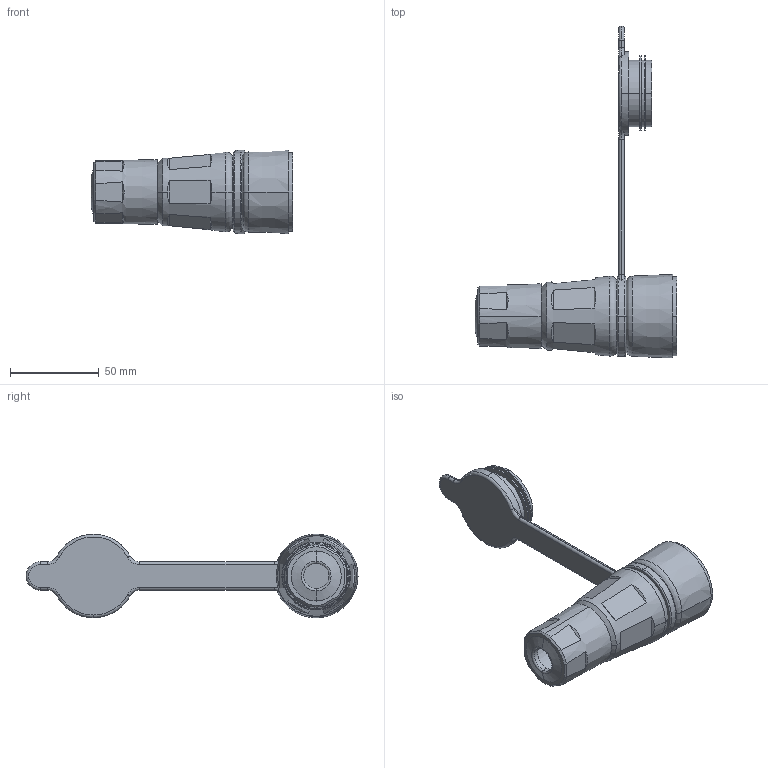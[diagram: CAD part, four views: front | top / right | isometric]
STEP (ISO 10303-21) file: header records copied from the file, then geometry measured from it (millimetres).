
FILE_DESCRIPTION (( 'STEP AP214' ), '1' );
FILE_NAME ('BRY15W47.step', '2016-08-29T19:15:27', ( '' ), ( '' ), 'SwSTEP 2.0', 'SolidWorks 2016', '' );
FILE_SCHEMA (( 'AUTOMOTIVE_DESIGN' ));
Length unit declared in the file: inch
Products named in the file (3): BRY15W-CAP; BRY15W47-CONNECTOR; BRY15W47
Assembly tree (2 placements, depth 2):
  BRY15W47
    BRY15W47-CONNECTOR
    BRY15W-CAP
Bounding box: 113.77 x 187.05 x 47.1 mm (x, y, z)
Volume: 134499.9 mm3; surface area: 47326.4 mm2
Topology: 5 solids, 5 shells, 181 faces, 428 edges, 270 vertices
Faces by surface type: plane 79, cylinder 46, torus 35, cone 21
Entity records: 5514 total; most frequent: CARTESIAN_POINT 1174, DIRECTION 917, ORIENTED_EDGE 856, EDGE_CURVE 428, AXIS2_PLACEMENT_3D 385, VERTEX_POINT 270, EDGE_LOOP 206, CIRCLE 199
